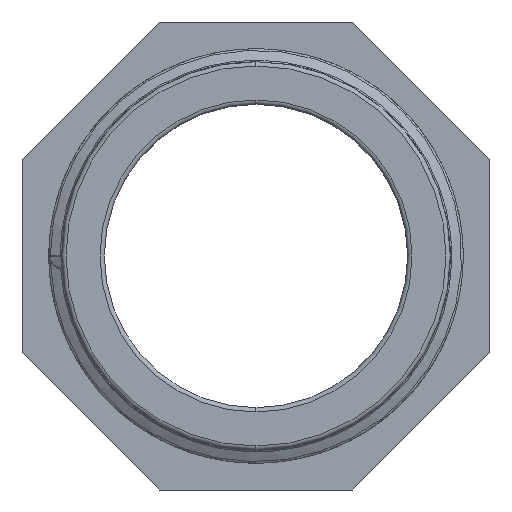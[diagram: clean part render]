
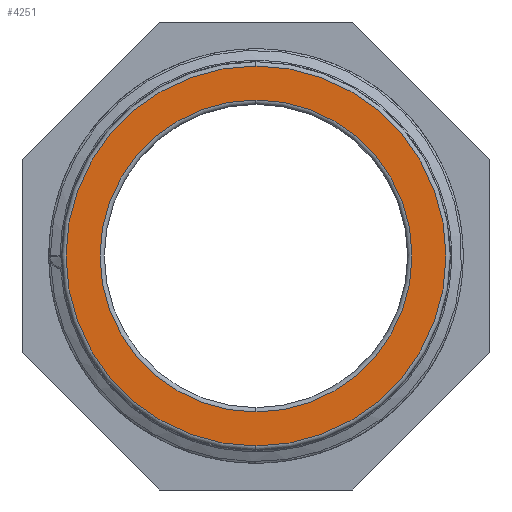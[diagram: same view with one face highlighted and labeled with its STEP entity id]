
A CAD part, left-side view. The second image highlights one B-rep face of the part: STEP entity #4251.
In plain terms, the highlighted planar face has unit normal (-1, 0, 0).
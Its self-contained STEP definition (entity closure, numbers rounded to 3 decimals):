
#621 = FACE_OUTER_BOUND ( 'NONE', #6260, .T. ) ;
#625 = CARTESIAN_POINT ( 'NONE',  ( 0., 17.5, 0. ) ) ;
#629 = FACE_BOUND ( 'NONE', #6284, .T. ) ;
#630 = PLANE ( 'NONE',  #1615 ) ;
#632 = DIRECTION ( 'NONE',  ( -1., 0., 0. ) ) ;
#633 = DIRECTION ( 'NONE',  ( 0., 0., 1. ) ) ;
#1507 = CIRCLE ( 'NONE', #1514, 21.922 ) ;
#1513 = CIRCLE ( 'NONE', #1518, 18. ) ;
#1514 = AXIS2_PLACEMENT_3D ( 'NONE', #4566, #4567, #4568 ) ;
#1518 = AXIS2_PLACEMENT_3D ( 'NONE', #4572, #4573, #4574 ) ;
#1615 = AXIS2_PLACEMENT_3D ( 'NONE', #625, #632, #633 ) ;
#1679 = CIRCLE ( 'NONE', #1682, 21.922 ) ;
#1681 = CIRCLE ( 'NONE', #1684, 18. ) ;
#1682 = AXIS2_PLACEMENT_3D ( 'NONE', #3039, #3040, #3041 ) ;
#1684 = AXIS2_PLACEMENT_3D ( 'NONE', #3042, #3043, #3044 ) ;
#2642 = CARTESIAN_POINT ( 'NONE',  ( 0., 0., -21.922 ) ) ;
#2644 = CARTESIAN_POINT ( 'NONE',  ( 0., 0., -18. ) ) ;
#2685 = CARTESIAN_POINT ( 'NONE',  ( 0., 0., 21.922 ) ) ;
#2698 = CARTESIAN_POINT ( 'NONE',  ( 0., 0., 18. ) ) ;
#3039 = CARTESIAN_POINT ( 'NONE',  ( 0., 0., 0. ) ) ;
#3040 = DIRECTION ( 'NONE',  ( -1., 0., 0. ) ) ;
#3041 = DIRECTION ( 'NONE',  ( 0., 0., 1. ) ) ;
#3042 = CARTESIAN_POINT ( 'NONE',  ( 0., 0., 0. ) ) ;
#3043 = DIRECTION ( 'NONE',  ( 1., 0., 0. ) ) ;
#3044 = DIRECTION ( 'NONE',  ( 0., 0., 1. ) ) ;
#4168 = EDGE_CURVE ( 'NONE', #5827, #5813, #1507, .T. ) ;
#4170 = EDGE_CURVE ( 'NONE', #5795, #5843, #1513, .T. ) ;
#4251 = ADVANCED_FACE ( 'NONE', ( #629, #621 ), #630, .T. ) ;
#4306 = EDGE_CURVE ( 'NONE', #5813, #5827, #1679, .T. ) ;
#4307 = EDGE_CURVE ( 'NONE', #5843, #5795, #1681, .T. ) ;
#4566 = CARTESIAN_POINT ( 'NONE',  ( 0., 0., 0. ) ) ;
#4567 = DIRECTION ( 'NONE',  ( -1., 0., 0. ) ) ;
#4568 = DIRECTION ( 'NONE',  ( 0., 0., 1. ) ) ;
#4572 = CARTESIAN_POINT ( 'NONE',  ( 0., 0., 0. ) ) ;
#4573 = DIRECTION ( 'NONE',  ( 1., 0., 0. ) ) ;
#4574 = DIRECTION ( 'NONE',  ( 0., 0., 1. ) ) ;
#5795 = VERTEX_POINT ( 'NONE', #2644 ) ;
#5813 = VERTEX_POINT ( 'NONE', #2642 ) ;
#5827 = VERTEX_POINT ( 'NONE', #2685 ) ;
#5843 = VERTEX_POINT ( 'NONE', #2698 ) ;
#6025 = ORIENTED_EDGE ( 'NONE', *, *, #4307, .T. ) ;
#6026 = ORIENTED_EDGE ( 'NONE', *, *, #4170, .T. ) ;
#6027 = ORIENTED_EDGE ( 'NONE', *, *, #4168, .T. ) ;
#6028 = ORIENTED_EDGE ( 'NONE', *, *, #4306, .T. ) ;
#6260 = EDGE_LOOP ( 'NONE', ( #6027, #6028 ) ) ;
#6284 = EDGE_LOOP ( 'NONE', ( #6025, #6026 ) ) ;
